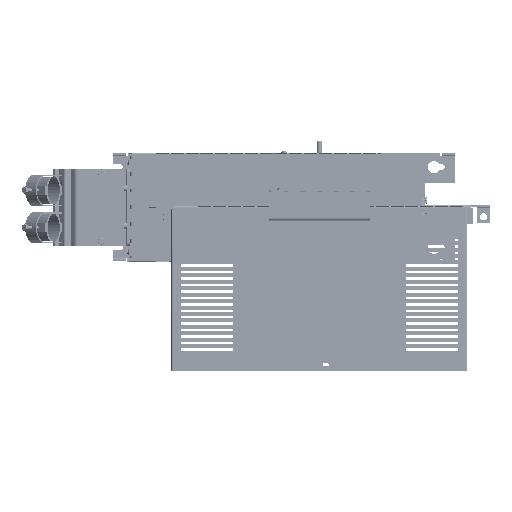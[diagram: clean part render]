
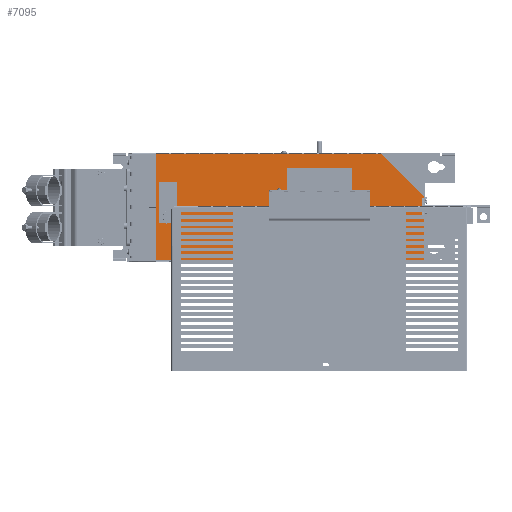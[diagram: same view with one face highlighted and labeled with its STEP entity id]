
A CAD part, top view. The second image highlights one B-rep face of the part: STEP entity #7095.
In plain terms, the highlighted face is planar.
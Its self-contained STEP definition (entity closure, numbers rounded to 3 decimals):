
#7095 = ADVANCED_FACE( '', ( #13459 ), #13460, .F. );
#13459 = FACE_OUTER_BOUND( '', #22617, .T. );
#13460 = PLANE( '', #22618 );
#22617 = EDGE_LOOP( '', ( #54398, #54399, #54400, #54401, #54402, #54403, #54404, #54405, #54406, #54407, #54408, #54409 ) );
#22618 = AXIS2_PLACEMENT_3D( '', #54410, #54411, #54412 );
#54398 = ORIENTED_EDGE( '', *, *, #73789, .T. );
#54399 = ORIENTED_EDGE( '', *, *, #73790, .T. );
#54400 = ORIENTED_EDGE( '', *, *, #73417, .T. );
#54401 = ORIENTED_EDGE( '', *, *, #73791, .T. );
#54402 = ORIENTED_EDGE( '', *, *, #73792, .F. );
#54403 = ORIENTED_EDGE( '', *, *, #72439, .T. );
#54404 = ORIENTED_EDGE( '', *, *, #72636, .T. );
#54405 = ORIENTED_EDGE( '', *, *, #73793, .T. );
#54406 = ORIENTED_EDGE( '', *, *, #73437, .T. );
#54407 = ORIENTED_EDGE( '', *, *, #73788, .T. );
#54408 = ORIENTED_EDGE( '', *, *, #73794, .F. );
#54409 = ORIENTED_EDGE( '', *, *, #73795, .T. );
#54410 = CARTESIAN_POINT( '', ( -230., 1.5, -85. ) );
#54411 = DIRECTION( '', ( 0., -1., 0. ) );
#54412 = DIRECTION( '', ( 0., 0., -1. ) );
#72439 = EDGE_CURVE( '', #83771, #83768, #83772, .T. );
#72636 = EDGE_CURVE( '', #83768, #84161, #84163, .T. );
#73417 = EDGE_CURVE( '', #85700, #85701, #85702, .T. );
#73437 = EDGE_CURVE( '', #85732, #85716, #85733, .T. );
#73788 = EDGE_CURVE( '', #85716, #86424, #86426, .T. );
#73789 = EDGE_CURVE( '', #86427, #86428, #86429, .T. );
#73790 = EDGE_CURVE( '', #86428, #85700, #86430, .T. );
#73791 = EDGE_CURVE( '', #85701, #86431, #86432, .T. );
#73792 = EDGE_CURVE( '', #83771, #86431, #86433, .T. );
#73793 = EDGE_CURVE( '', #84161, #85732, #86434, .T. );
#73794 = EDGE_CURVE( '', #86435, #86424, #86436, .T. );
#73795 = EDGE_CURVE( '', #86435, #86427, #86437, .T. );
#83768 = VERTEX_POINT( '', #128987 );
#83771 = VERTEX_POINT( '', #128991 );
#83772 = LINE( '', #128992, #128993 );
#84161 = VERTEX_POINT( '', #129571 );
#84163 = LINE( '', #129573, #129574 );
#85700 = VERTEX_POINT( '', #131825 );
#85701 = VERTEX_POINT( '', #131826 );
#85702 = LINE( '', #131827, #131828 );
#85716 = VERTEX_POINT( '', #131849 );
#85732 = VERTEX_POINT( '', #131870 );
#85733 = LINE( '', #131871, #131872 );
#86424 = VERTEX_POINT( '', #132862 );
#86426 = LINE( '', #132865, #132866 );
#86427 = VERTEX_POINT( '', #132867 );
#86428 = VERTEX_POINT( '', #132868 );
#86429 = LINE( '', #132869, #132870 );
#86430 = LINE( '', #132871, #132872 );
#86431 = VERTEX_POINT( '', #132873 );
#86432 = LINE( '', #132874, #132875 );
#86433 = LINE( '', #132876, #132877 );
#86434 = LINE( '', #132878, #132879 );
#86435 = VERTEX_POINT( '', #132880 );
#86436 = LINE( '', #132881, #132882 );
#86437 = LINE( '', #132883, #132884 );
#128987 = CARTESIAN_POINT( '', ( 227.7, 1.5, -82.7 ) );
#128991 = CARTESIAN_POINT( '', ( 228.498, 1.5, -82.7 ) );
#128992 = CARTESIAN_POINT( '', ( 230., 1.5, -82.7 ) );
#128993 = VECTOR( '', #145843, 1000. );
#129571 = CARTESIAN_POINT( '', ( -188., 1.5, -82.7 ) );
#129573 = CARTESIAN_POINT( '', ( 230., 1.5, -82.7 ) );
#129574 = VECTOR( '', #146054, 1000. );
#131825 = CARTESIAN_POINT( '', ( 224.998, 1.5, -14. ) );
#131826 = CARTESIAN_POINT( '', ( 224.998, 1.5, -15. ) );
#131827 = CARTESIAN_POINT( '', ( 224.998, 1.5, -15. ) );
#131828 = VECTOR( '', #146967, 1000. );
#131849 = CARTESIAN_POINT( '', ( 227.7, 1.5, 82.5 ) );
#131870 = CARTESIAN_POINT( '', ( -188., 1.5, 82.5 ) );
#131871 = CARTESIAN_POINT( '', ( -230., 1.5, 82.5 ) );
#131872 = VECTOR( '', #147001, 1000. );
#132862 = CARTESIAN_POINT( '', ( 228.498, 1.5, 82.5 ) );
#132865 = CARTESIAN_POINT( '', ( -230., 1.5, 82.5 ) );
#132866 = VECTOR( '', #147452, 1000. );
#132867 = CARTESIAN_POINT( '', ( 224.998, 1.5, 15. ) );
#132868 = CARTESIAN_POINT( '', ( 224.998, 1.5, 14. ) );
#132869 = CARTESIAN_POINT( '', ( 224.998, 1.5, -15. ) );
#132870 = VECTOR( '', #147453, 1000. );
#132871 = CARTESIAN_POINT( '', ( 224.998, 1.5, 14. ) );
#132872 = VECTOR( '', #147454, 1000. );
#132873 = CARTESIAN_POINT( '', ( 228.498, 1.5, -15. ) );
#132874 = CARTESIAN_POINT( '', ( 224.998, 1.5, -15. ) );
#132875 = VECTOR( '', #147455, 1000. );
#132876 = CARTESIAN_POINT( '', ( 228.498, 1.5, -85. ) );
#132877 = VECTOR( '', #147456, 1000. );
#132878 = CARTESIAN_POINT( '', ( -188., 1.5, -85. ) );
#132879 = VECTOR( '', #147457, 1000. );
#132880 = CARTESIAN_POINT( '', ( 228.498, 1.5, 15. ) );
#132881 = CARTESIAN_POINT( '', ( 228.498, 1.5, -85. ) );
#132882 = VECTOR( '', #147458, 1000. );
#132883 = CARTESIAN_POINT( '', ( 224.998, 1.5, 15. ) );
#132884 = VECTOR( '', #147459, 1000. );
#145843 = DIRECTION( '', ( -1., 0., 0. ) );
#146054 = DIRECTION( '', ( -1., 0., 0. ) );
#146967 = DIRECTION( '', ( 0., 0., -1. ) );
#147001 = DIRECTION( '', ( 1., 0., 0. ) );
#147452 = DIRECTION( '', ( 1., 0., 0. ) );
#147453 = DIRECTION( '', ( 0., 0., -1. ) );
#147454 = DIRECTION( '', ( 0., 0., -1. ) );
#147455 = DIRECTION( '', ( 1., 0., 0. ) );
#147456 = DIRECTION( '', ( 0., 0., 1. ) );
#147457 = DIRECTION( '', ( 0., 0., 1. ) );
#147458 = DIRECTION( '', ( 0., 0., 1. ) );
#147459 = DIRECTION( '', ( -1., 0., 0. ) );
